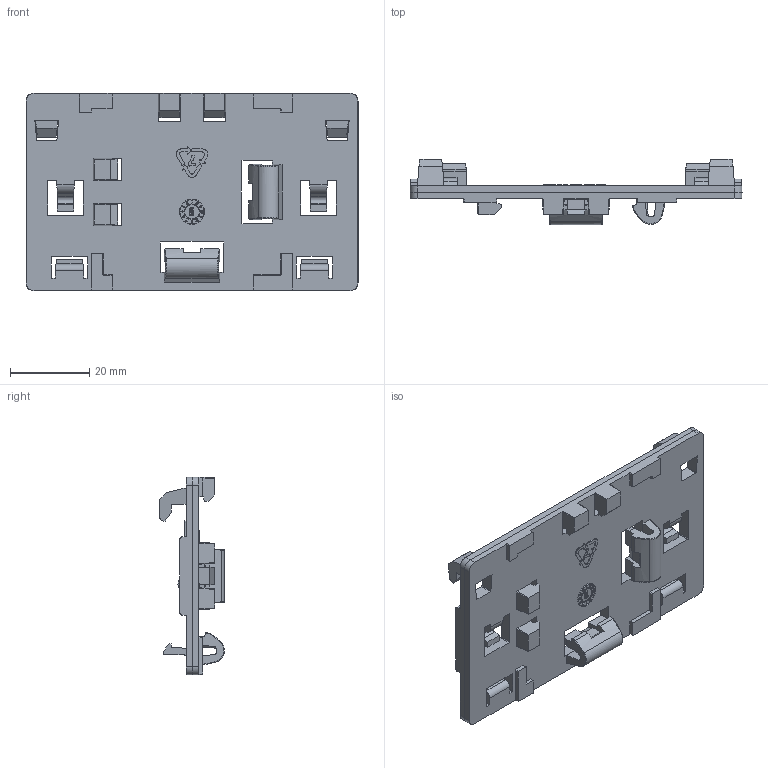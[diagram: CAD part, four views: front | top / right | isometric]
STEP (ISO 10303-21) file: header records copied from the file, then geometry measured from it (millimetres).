
FILE_DESCRIPTION((''),'2;1');
FILE_NAME('0000003784','2019-11-19T',('esors'),(''),'CREO PARAMETRIC BY PTC INC, 2015290','CREO PARAMETRIC BY PTC INC, 2015290','');
FILE_SCHEMA(('AUTOMOTIVE_DESIGN { 1 0 10303 214 1 1 1 1 }'));
Length unit declared in the file: millimetre
Products named in the file (1): 0000003784
Bounding box: 84 x 16.4 x 50 mm (x, y, z)
Volume: 13626 mm3; surface area: 11846.4 mm2
Topology: 1 solids, 1 shells, 1105 faces, 3146 edges, 2088 vertices
Faces by surface type: plane 846, cylinder 162, extrusion 89, bspline 8
Entity records: 48131 total; most frequent: CARTESIAN_POINT 8993, ORIENTED_EDGE 6292, DIRECTION 4827, PRESENTATION_STYLE_ASSIGNMENT 3147, STYLED_ITEM 3147, CURVE_STYLE 3146, EDGE_CURVE 3146, VECTOR 2715
